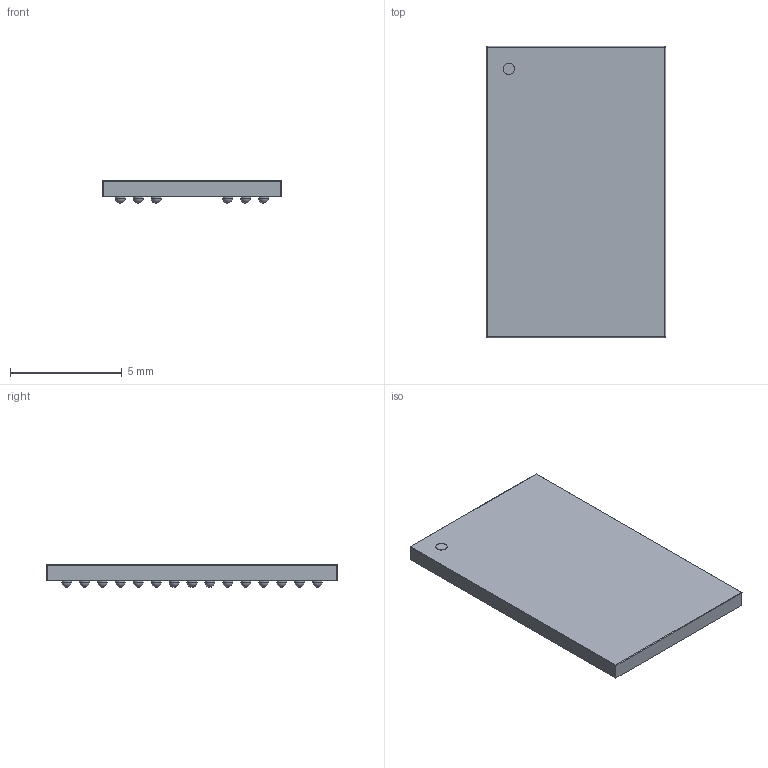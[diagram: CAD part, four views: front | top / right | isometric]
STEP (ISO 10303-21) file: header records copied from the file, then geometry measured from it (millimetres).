
FILE_DESCRIPTION(/* description */ (''),/* implementation_level */ '2;1');
FILE_NAME(/* name */ 'Micron - VFBGA-90.step',/* time_stamp */ '2019-12-31T12:58:05+00:00',/* author */ (''),/* organization */ (''),/* preprocessor_version */ 'ST-DEVELOPER v18',/* originating_system */ 'Autodesk Translation Framework v8.12.0.6',/* authorisation */ '');
FILE_SCHEMA (('AUTOMOTIVE_DESIGN { 1 0 10303 214 3 1 1 }'));
Length unit declared in the file: millimetre
Products named in the file (1): Micron - 90-VFBGA
Bounding box: 8 x 13 x 1 mm (x, y, z)
Volume: 76 mm3; surface area: 260.8 mm2
Topology: 1 solids, 1 shells, 204 faces, 498 edges, 298 vertices
Faces by surface type: cylinder 99, sphere 94, plane 11
Full cylindrical faces by diameter (mm): 0.45 x90, 0.5 x1
Entity records: 5637 total; most frequent: DIRECTION 1106, CARTESIAN_POINT 911, ORIENTED_EDGE 816, AXIS2_PLACEMENT_3D 493, EDGE_CURVE 408, VERTEX_POINT 298, EDGE_LOOP 296, CIRCLE 288
